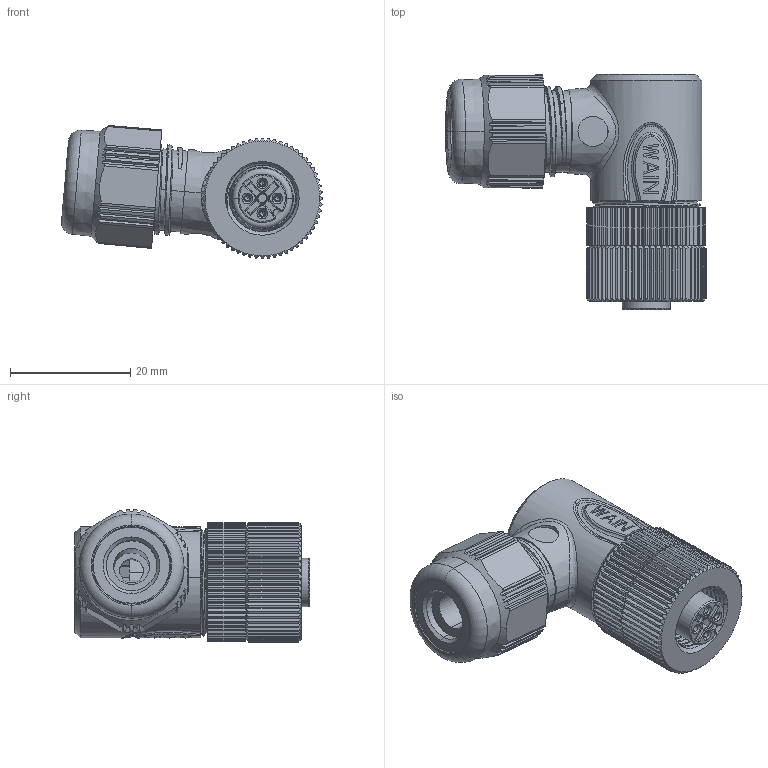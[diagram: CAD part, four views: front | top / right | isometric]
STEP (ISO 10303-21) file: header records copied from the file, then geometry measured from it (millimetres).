
FILE_DESCRIPTION((''),'2;1');
FILE_NAME('3D_1630055213001_M12-F05A-S-D6_','2017-07-14T',('y.wang'),(''),'PRO/ENGINEER BY PARAMETRIC TECHNOLOGY CORPORATION, 2012480','PRO/ENGINEER BY PARAMETRIC TECHNOLOGY CORPORATION, 2012480','');
FILE_SCHEMA(('CONFIG_CONTROL_DESIGN'));
Length unit declared in the file: millimetre
Products named in the file (1): 3D_1630055213001_M12-F05A-S-D6_
Bounding box: 43.39 x 39.1 x 22.12 mm (x, y, z)
Volume: 10918.5 mm3; surface area: 14374.6 mm2
Topology: 1 solids, 1 shells, 2003 faces, 5860 edges, 3845 vertices
Faces by surface type: plane 722, cylinder 635, cone 327, bspline 161, torus 94, extrusion 62, sphere 2
Entity records: 99528 total; most frequent: CARTESIAN_POINT 49715, ORIENTED_EDGE 11680, DIRECTION 8807, EDGE_CURVE 5840, VERTEX_POINT 3845, AXIS2_PLACEMENT_3D 3312, B_SPLINE_CURVE_WITH_KNOTS 2249, VECTOR 2183
